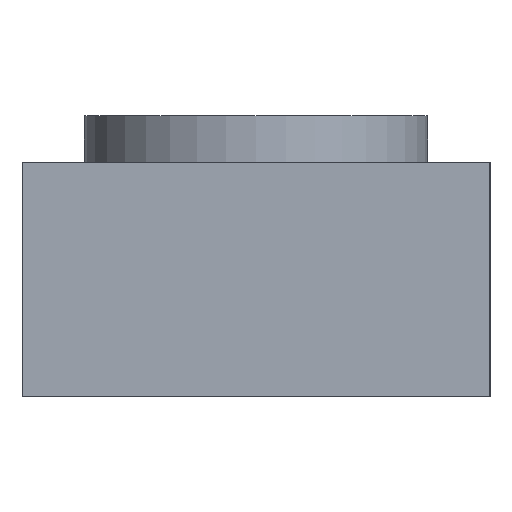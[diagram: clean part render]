
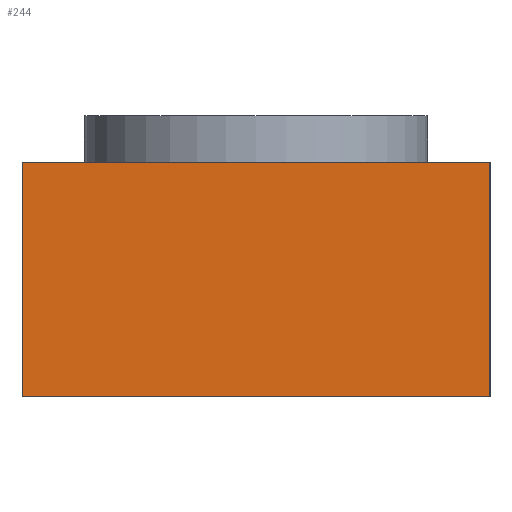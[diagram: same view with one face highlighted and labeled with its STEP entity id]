
A CAD part, left-side view. The second image highlights one B-rep face of the part: STEP entity #244.
In plain terms, the highlighted planar face has unit normal (-1, 0, 0).
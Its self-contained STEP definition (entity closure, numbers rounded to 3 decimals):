
#19=LINE('',#392,#31);
#21=LINE('',#396,#33);
#22=LINE('',#398,#34);
#23=LINE('',#399,#35);
#31=VECTOR('',#330,15.);
#33=VECTOR('',#334,30.);
#34=VECTOR('',#335,15.);
#35=VECTOR('',#336,30.);
#43=PLANE('',#273);
#73=FACE_OUTER_BOUND('',#99,.T.);
#99=EDGE_LOOP('',(#191,#192,#193,#194));
#135=VERTEX_POINT('',#389);
#136=VERTEX_POINT('',#391);
#137=VERTEX_POINT('',#395);
#138=VERTEX_POINT('',#397);
#156=EDGE_CURVE('',#136,#135,#19,.T.);
#158=EDGE_CURVE('',#135,#137,#21,.T.);
#159=EDGE_CURVE('',#138,#137,#22,.T.);
#160=EDGE_CURVE('',#136,#138,#23,.T.);
#191=ORIENTED_EDGE('',*,*,#158,.T.);
#192=ORIENTED_EDGE('',*,*,#159,.F.);
#193=ORIENTED_EDGE('',*,*,#160,.F.);
#194=ORIENTED_EDGE('',*,*,#156,.T.);
#244=ADVANCED_FACE('',(#73),#43,.T.);
#273=AXIS2_PLACEMENT_3D('',#394,#332,#333);
#330=DIRECTION('',(0.,0.,1.));
#332=DIRECTION('center_axis',(-1.,0.,0.));
#333=DIRECTION('ref_axis',(0.,0.,1.));
#334=DIRECTION('',(0.,1.,0.));
#335=DIRECTION('',(0.,0.,1.));
#336=DIRECTION('',(0.,1.,0.));
#389=CARTESIAN_POINT('',(-31.586,2.665,15.));
#391=CARTESIAN_POINT('',(-31.586,2.665,0.));
#392=CARTESIAN_POINT('',(-31.586,2.665,0.));
#394=CARTESIAN_POINT('Origin',(-31.586,2.665,0.));
#395=CARTESIAN_POINT('',(-31.586,32.665,15.));
#396=CARTESIAN_POINT('',(-31.586,2.665,15.));
#397=CARTESIAN_POINT('',(-31.586,32.665,0.));
#398=CARTESIAN_POINT('',(-31.586,32.665,0.));
#399=CARTESIAN_POINT('',(-31.586,2.665,0.));
